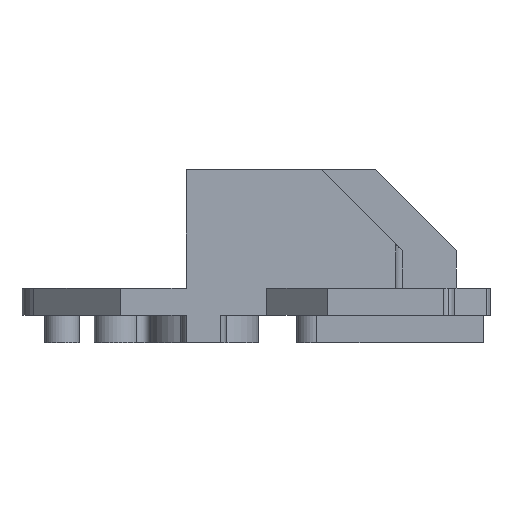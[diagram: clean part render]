
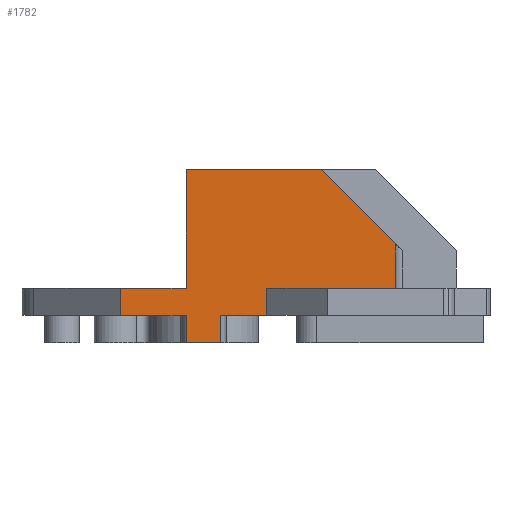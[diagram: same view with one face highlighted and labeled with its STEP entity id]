
A CAD part, front view. The second image highlights one B-rep face of the part: STEP entity #1782.
In plain terms, the highlighted planar face has unit normal (0, -1, 0).
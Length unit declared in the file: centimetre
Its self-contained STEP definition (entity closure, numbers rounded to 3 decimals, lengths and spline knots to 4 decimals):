
#163=FACE_OUTER_BOUND('',#257,.T.);
#257=EDGE_LOOP('',(#1192,#1193,#1194,#1195,#1196,#1197,#1198,#1199,#1200,
#1201,#1202,#1203,#1204));
#357=LINE('',#2668,#534);
#360=LINE('',#2676,#537);
#363=LINE('',#2687,#540);
#364=LINE('',#2689,#541);
#365=LINE('',#2691,#542);
#366=LINE('',#2693,#543);
#367=LINE('',#2695,#544);
#368=LINE('',#2697,#545);
#369=LINE('',#2699,#546);
#370=LINE('',#2701,#547);
#371=LINE('',#2703,#548);
#372=LINE('',#2705,#549);
#373=LINE('',#2706,#550);
#534=VECTOR('',#2100,1.);
#537=VECTOR('',#2107,1.);
#540=VECTOR('',#2118,1.);
#541=VECTOR('',#2119,1.);
#542=VECTOR('',#2120,1.);
#543=VECTOR('',#2121,1.);
#544=VECTOR('',#2122,1.);
#545=VECTOR('',#2123,1.);
#546=VECTOR('',#2124,1.);
#547=VECTOR('',#2125,1.);
#548=VECTOR('',#2126,1.);
#549=VECTOR('',#2127,1.);
#550=VECTOR('',#2128,1.);
#719=VERTEX_POINT('',#2665);
#720=VERTEX_POINT('',#2667);
#723=VERTEX_POINT('',#2675);
#727=VERTEX_POINT('',#2686);
#728=VERTEX_POINT('',#2688);
#729=VERTEX_POINT('',#2690);
#730=VERTEX_POINT('',#2692);
#731=VERTEX_POINT('',#2694);
#732=VERTEX_POINT('',#2696);
#733=VERTEX_POINT('',#2698);
#734=VERTEX_POINT('',#2700);
#735=VERTEX_POINT('',#2702);
#736=VERTEX_POINT('',#2704);
#903=EDGE_CURVE('',#719,#720,#357,.T.);
#907=EDGE_CURVE('',#723,#720,#360,.T.);
#913=EDGE_CURVE('',#727,#719,#363,.T.);
#914=EDGE_CURVE('',#728,#727,#364,.T.);
#915=EDGE_CURVE('',#729,#728,#365,.T.);
#916=EDGE_CURVE('',#730,#729,#366,.T.);
#917=EDGE_CURVE('',#730,#731,#367,.T.);
#918=EDGE_CURVE('',#731,#732,#368,.T.);
#919=EDGE_CURVE('',#733,#732,#369,.T.);
#920=EDGE_CURVE('',#734,#733,#370,.T.);
#921=EDGE_CURVE('',#734,#735,#371,.T.);
#922=EDGE_CURVE('',#735,#736,#372,.T.);
#923=EDGE_CURVE('',#723,#736,#373,.T.);
#1192=ORIENTED_EDGE('',*,*,#903,.F.);
#1193=ORIENTED_EDGE('',*,*,#913,.F.);
#1194=ORIENTED_EDGE('',*,*,#914,.F.);
#1195=ORIENTED_EDGE('',*,*,#915,.F.);
#1196=ORIENTED_EDGE('',*,*,#916,.F.);
#1197=ORIENTED_EDGE('',*,*,#917,.T.);
#1198=ORIENTED_EDGE('',*,*,#918,.T.);
#1199=ORIENTED_EDGE('',*,*,#919,.F.);
#1200=ORIENTED_EDGE('',*,*,#920,.F.);
#1201=ORIENTED_EDGE('',*,*,#921,.T.);
#1202=ORIENTED_EDGE('',*,*,#922,.T.);
#1203=ORIENTED_EDGE('',*,*,#923,.F.);
#1204=ORIENTED_EDGE('',*,*,#907,.T.);
#1732=PLANE('',#1905);
#1782=ADVANCED_FACE('',(#163),#1732,.T.);
#1905=AXIS2_PLACEMENT_3D('',#2685,#2116,#2117);
#2100=DIRECTION('',(0.707,0.,-0.707));
#2107=DIRECTION('',(0.,0.,1.));
#2116=DIRECTION('center_axis',(0.,-1.,0.));
#2117=DIRECTION('ref_axis',(1.,0.,0.));
#2118=DIRECTION('',(1.,0.,0.));
#2119=DIRECTION('',(0.,0.,1.));
#2120=DIRECTION('',(1.,0.,0.));
#2121=DIRECTION('',(0.,0.,1.));
#2122=DIRECTION('',(1.,0.,0.));
#2123=DIRECTION('',(0.,0.,-1.));
#2124=DIRECTION('',(-1.,0.,0.));
#2125=DIRECTION('',(0.,0.,-1.));
#2126=DIRECTION('',(1.,0.,0.));
#2127=DIRECTION('',(0.,0.,1.));
#2128=DIRECTION('',(-1.,0.,0.));
#2665=CARTESIAN_POINT('',(-1.1247,-1.256,1.35));
#2667=CARTESIAN_POINT('',(-0.4365,-1.256,0.6618));
#2668=CARTESIAN_POINT('',(-1.0639,-1.256,1.2892));
#2675=CARTESIAN_POINT('',(-0.4365,-1.256,0.25));
#2676=CARTESIAN_POINT('',(-0.4365,-1.256,0.25));
#2685=CARTESIAN_POINT('Origin',(-2.9815,-1.256,0.));
#2686=CARTESIAN_POINT('',(-2.3747,-1.256,1.35));
#2687=CARTESIAN_POINT('',(-2.9815,-1.256,1.35));
#2688=CARTESIAN_POINT('',(-2.3747,-1.256,0.25));
#2689=CARTESIAN_POINT('',(-2.3747,-1.256,0.25));
#2690=CARTESIAN_POINT('',(-2.9815,-1.256,0.25));
#2691=CARTESIAN_POINT('',(-2.9815,-1.256,0.25));
#2692=CARTESIAN_POINT('',(-2.9815,-1.256,0.));
#2693=CARTESIAN_POINT('',(-2.9815,-1.256,0.));
#2694=CARTESIAN_POINT('',(-2.3747,-1.256,0.));
#2695=CARTESIAN_POINT('',(-2.9815,-1.256,0.));
#2696=CARTESIAN_POINT('',(-2.3747,-1.256,-0.25));
#2697=CARTESIAN_POINT('',(-2.3747,-1.256,0.));
#2698=CARTESIAN_POINT('',(-2.0547,-1.256,-0.25));
#2699=CARTESIAN_POINT('',(-1.629,-1.256,-0.25));
#2700=CARTESIAN_POINT('',(-2.0547,-1.256,0.));
#2701=CARTESIAN_POINT('',(-2.0547,-1.256,0.));
#2702=CARTESIAN_POINT('',(-1.629,-1.256,0.));
#2703=CARTESIAN_POINT('',(-2.9815,-1.256,0.));
#2704=CARTESIAN_POINT('',(-1.629,-1.256,0.25));
#2705=CARTESIAN_POINT('',(-1.629,-1.256,0.));
#2706=CARTESIAN_POINT('',(-2.0516,-1.256,0.25));
